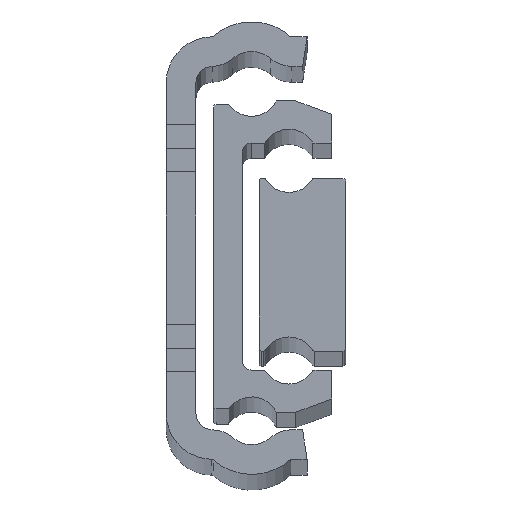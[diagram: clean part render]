
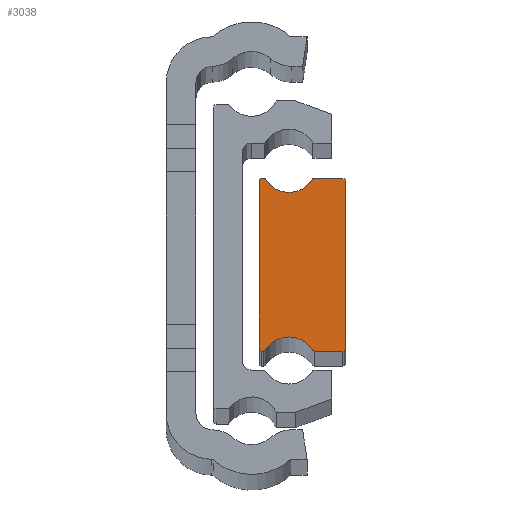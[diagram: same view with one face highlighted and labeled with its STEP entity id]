
A CAD part, top view. The second image highlights one B-rep face of the part: STEP entity #3038.
In plain terms, the highlighted face is planar.
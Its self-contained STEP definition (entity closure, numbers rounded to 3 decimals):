
#155 = AXIS2_PLACEMENT_3D ( 'NONE', #2415, #2421, #2422 ) ;
#286 = EDGE_CURVE ( 'NONE', #562, #565, #1623, .T. ) ;
#304 = EDGE_CURVE ( 'NONE', #572, #2940, #1652, .T. ) ;
#306 = EDGE_CURVE ( 'NONE', #2957, #2951, #1656, .T. ) ;
#312 = EDGE_CURVE ( 'NONE', #2951, #2950, #1665, .T. ) ;
#314 = EDGE_CURVE ( 'NONE', #556, #2957, #1663, .T. ) ;
#317 = EDGE_CURVE ( 'NONE', #2930, #562, #1672, .T. ) ;
#323 = EDGE_CURVE ( 'NONE', #534, #573, #1673, .T. ) ;
#327 = EDGE_CURVE ( 'NONE', #542, #531, #1680, .T. ) ;
#329 = EDGE_CURVE ( 'NONE', #543, #2930, #1678, .T. ) ;
#331 = EDGE_CURVE ( 'NONE', #557, #572, #1692, .T. ) ;
#332 = EDGE_CURVE ( 'NONE', #532, #534, #1695, .T. ) ;
#341 = EDGE_CURVE ( 'NONE', #573, #542, #1708, .T. ) ;
#347 = EDGE_CURVE ( 'NONE', #531, #556, #1716, .T. ) ;
#349 = EDGE_CURVE ( 'NONE', #565, #557, #1719, .T. ) ;
#350 = EDGE_CURVE ( 'NONE', #2950, #543, #1721, .T. ) ;
#358 = EDGE_CURVE ( 'NONE', #2940, #532, #1732, .T. ) ;
#453 = AXIS2_PLACEMENT_3D ( 'NONE', #3357, #3379, #3358 ) ;
#458 = AXIS2_PLACEMENT_3D ( 'NONE', #3354, #3391, #3356 ) ;
#460 = AXIS2_PLACEMENT_3D ( 'NONE', #3312, #3388, #3311 ) ;
#463 = AXIS2_PLACEMENT_3D ( 'NONE', #3335, #3307, #3342 ) ;
#469 = AXIS2_PLACEMENT_3D ( 'NONE', #2909, #2709, #2710 ) ;
#475 = AXIS2_PLACEMENT_3D ( 'NONE', #1991, #1998, #1999 ) ;
#478 = AXIS2_PLACEMENT_3D ( 'NONE', #2009, #2016, #2017 ) ;
#479 = AXIS2_PLACEMENT_3D ( 'NONE', #2015, #2024, #2025 ) ;
#480 = AXIS2_PLACEMENT_3D ( 'NONE', #2012, #2021, #2022 ) ;
#485 = AXIS2_PLACEMENT_3D ( 'NONE', #2035, #2044, #2045 ) ;
#531 = VERTEX_POINT ( 'NONE', #2079 ) ;
#532 = VERTEX_POINT ( 'NONE', #2082 ) ;
#534 = VERTEX_POINT ( 'NONE', #2084 ) ;
#542 = VERTEX_POINT ( 'NONE', #2091 ) ;
#543 = VERTEX_POINT ( 'NONE', #2092 ) ;
#556 = VERTEX_POINT ( 'NONE', #2105 ) ;
#557 = VERTEX_POINT ( 'NONE', #2106 ) ;
#562 = VERTEX_POINT ( 'NONE', #2111 ) ;
#565 = VERTEX_POINT ( 'NONE', #2114 ) ;
#572 = VERTEX_POINT ( 'NONE', #2121 ) ;
#573 = VERTEX_POINT ( 'NONE', #2122 ) ;
#626 = DIRECTION ( 'NONE',  ( 0., -1., 0. ) ) ;
#1047 = CARTESIAN_POINT ( 'NONE',  ( 10.25, 9.3, 0. ) ) ;
#1208 = EDGE_LOOP ( 'NONE', ( #3254, #3255, #3256, #3230, #3231, #3232, #3259, #3260, #3261, #3136, #3137, #3138, #3163, #3164, #3251, #3252 ) ) ;
#1621 = VECTOR ( 'NONE', #626, 1000. ) ;
#1623 = LINE ( 'NONE', #1047, #1621 ) ;
#1652 = CIRCLE ( 'NONE', #458, 0.3 ) ;
#1656 = CIRCLE ( 'NONE', #453, 0.3 ) ;
#1663 = LINE ( 'NONE', #3387, #1664 ) ;
#1664 = VECTOR ( 'NONE', #3313, 1000. ) ;
#1665 = CIRCLE ( 'NONE', #460, 3.04 ) ;
#1672 = CIRCLE ( 'NONE', #463, 0.2 ) ;
#1673 = LINE ( 'NONE', #3338, #1674 ) ;
#1674 = VECTOR ( 'NONE', #3337, 1000. ) ;
#1678 = LINE ( 'NONE', #3297, #1688 ) ;
#1680 = LINE ( 'NONE', #3299, #1682 ) ;
#1682 = VECTOR ( 'NONE', #3298, 1000. ) ;
#1688 = VECTOR ( 'NONE', #3294, 1000. ) ;
#1692 = LINE ( 'NONE', #2911, #1693 ) ;
#1693 = VECTOR ( 'NONE', #2906, 1000. ) ;
#1695 = CIRCLE ( 'NONE', #469, 0.3 ) ;
#1708 = CIRCLE ( 'NONE', #475, 0.3 ) ;
#1716 = CIRCLE ( 'NONE', #478, 0.3 ) ;
#1719 = CIRCLE ( 'NONE', #480, 0.2 ) ;
#1721 = CIRCLE ( 'NONE', #479, 0.3 ) ;
#1732 = CIRCLE ( 'NONE', #485, 3.04 ) ;
#1832 = FACE_OUTER_BOUND ( 'NONE', #1208, .T. ) ;
#1991 = CARTESIAN_POINT ( 'NONE',  ( 19.45, -9.2, 0. ) ) ;
#1998 = DIRECTION ( 'NONE',  ( 0., 0., 1. ) ) ;
#1999 = DIRECTION ( 'NONE',  ( 1., 0., 0. ) ) ;
#2009 = CARTESIAN_POINT ( 'NONE',  ( 19.45, 9.2, 0. ) ) ;
#2012 = CARTESIAN_POINT ( 'NONE',  ( 10.45, -9.3, 0. ) ) ;
#2015 = CARTESIAN_POINT ( 'NONE',  ( 10.68, 9.2, 0. ) ) ;
#2016 = DIRECTION ( 'NONE',  ( 0., 0., 1. ) ) ;
#2017 = DIRECTION ( 'NONE',  ( 1., 0., 0. ) ) ;
#2021 = DIRECTION ( 'NONE',  ( 0., 0., 1. ) ) ;
#2022 = DIRECTION ( 'NONE',  ( 1., 0., 0. ) ) ;
#2024 = DIRECTION ( 'NONE',  ( 0., 0., 1. ) ) ;
#2025 = DIRECTION ( 'NONE',  ( 1., 0., 0. ) ) ;
#2035 = CARTESIAN_POINT ( 'NONE',  ( 13.5, -10.99, 0. ) ) ;
#2044 = DIRECTION ( 'NONE',  ( 0., 0., -1. ) ) ;
#2045 = DIRECTION ( 'NONE',  ( 1., 0., 0. ) ) ;
#2079 = CARTESIAN_POINT ( 'NONE',  ( 19.75, 9.2, 0. ) ) ;
#2082 = CARTESIAN_POINT ( 'NONE',  ( 16.067, -9.361, 0. ) ) ;
#2084 = CARTESIAN_POINT ( 'NONE',  ( 16.32, -9.5, 0. ) ) ;
#2091 = CARTESIAN_POINT ( 'NONE',  ( 19.75, -9.2, 0. ) ) ;
#2092 = CARTESIAN_POINT ( 'NONE',  ( 10.68, 9.5, 0. ) ) ;
#2105 = CARTESIAN_POINT ( 'NONE',  ( 19.45, 9.5, 0. ) ) ;
#2106 = CARTESIAN_POINT ( 'NONE',  ( 10.45, -9.5, 0. ) ) ;
#2111 = CARTESIAN_POINT ( 'NONE',  ( 10.25, 9.3, 0. ) ) ;
#2114 = CARTESIAN_POINT ( 'NONE',  ( 10.25, -9.3, 0. ) ) ;
#2121 = CARTESIAN_POINT ( 'NONE',  ( 10.68, -9.5, 0. ) ) ;
#2122 = CARTESIAN_POINT ( 'NONE',  ( 19.45, -9.5, 0. ) ) ;
#2218 = CARTESIAN_POINT ( 'NONE',  ( 10.45, 9.5, 0. ) ) ;
#2225 = CARTESIAN_POINT ( 'NONE',  ( 10.933, -9.361, 0. ) ) ;
#2235 = CARTESIAN_POINT ( 'NONE',  ( 10.933, 9.361, 0. ) ) ;
#2236 = CARTESIAN_POINT ( 'NONE',  ( 16.067, 9.361, 0. ) ) ;
#2242 = CARTESIAN_POINT ( 'NONE',  ( 16.32, 9.5, 0. ) ) ;
#2412 = PLANE ( 'NONE',  #155 ) ;
#2415 = CARTESIAN_POINT ( 'NONE',  ( 19.45, 9.2, 0. ) ) ;
#2421 = DIRECTION ( 'NONE',  ( 0., 0., 1. ) ) ;
#2422 = DIRECTION ( 'NONE',  ( 1., 0., 0. ) ) ;
#2709 = DIRECTION ( 'NONE',  ( 0., 0., 1. ) ) ;
#2710 = DIRECTION ( 'NONE',  ( 1., 0., 0. ) ) ;
#2906 = DIRECTION ( 'NONE',  ( 1., 0., 0. ) ) ;
#2909 = CARTESIAN_POINT ( 'NONE',  ( 16.32, -9.2, 0. ) ) ;
#2911 = CARTESIAN_POINT ( 'NONE',  ( 10.45, -9.5, 0. ) ) ;
#2930 = VERTEX_POINT ( 'NONE', #2218 ) ;
#2940 = VERTEX_POINT ( 'NONE', #2225 ) ;
#2950 = VERTEX_POINT ( 'NONE', #2235 ) ;
#2951 = VERTEX_POINT ( 'NONE', #2236 ) ;
#2957 = VERTEX_POINT ( 'NONE', #2242 ) ;
#3038 = ADVANCED_FACE ( 'NONE', ( #1832 ), #2412, .F. ) ;
#3136 = ORIENTED_EDGE ( 'NONE', *, *, #286, .F. ) ;
#3137 = ORIENTED_EDGE ( 'NONE', *, *, #317, .F. ) ;
#3138 = ORIENTED_EDGE ( 'NONE', *, *, #329, .F. ) ;
#3163 = ORIENTED_EDGE ( 'NONE', *, *, #350, .F. ) ;
#3164 = ORIENTED_EDGE ( 'NONE', *, *, #312, .F. ) ;
#3230 = ORIENTED_EDGE ( 'NONE', *, *, #323, .F. ) ;
#3231 = ORIENTED_EDGE ( 'NONE', *, *, #332, .F. ) ;
#3232 = ORIENTED_EDGE ( 'NONE', *, *, #358, .F. ) ;
#3251 = ORIENTED_EDGE ( 'NONE', *, *, #306, .F. ) ;
#3252 = ORIENTED_EDGE ( 'NONE', *, *, #314, .F. ) ;
#3254 = ORIENTED_EDGE ( 'NONE', *, *, #347, .F. ) ;
#3255 = ORIENTED_EDGE ( 'NONE', *, *, #327, .F. ) ;
#3256 = ORIENTED_EDGE ( 'NONE', *, *, #341, .F. ) ;
#3259 = ORIENTED_EDGE ( 'NONE', *, *, #304, .F. ) ;
#3260 = ORIENTED_EDGE ( 'NONE', *, *, #331, .F. ) ;
#3261 = ORIENTED_EDGE ( 'NONE', *, *, #349, .F. ) ;
#3294 = DIRECTION ( 'NONE',  ( -1., 0., 0. ) ) ;
#3297 = CARTESIAN_POINT ( 'NONE',  ( 10.68, 9.5, 0. ) ) ;
#3298 = DIRECTION ( 'NONE',  ( 0., 1., 0. ) ) ;
#3299 = CARTESIAN_POINT ( 'NONE',  ( 19.75, -9.2, 0. ) ) ;
#3307 = DIRECTION ( 'NONE',  ( 0., 0., 1. ) ) ;
#3311 = DIRECTION ( 'NONE',  ( 1., 0., 0. ) ) ;
#3312 = CARTESIAN_POINT ( 'NONE',  ( 13.5, 10.99, 0. ) ) ;
#3313 = DIRECTION ( 'NONE',  ( -1., 0., 0. ) ) ;
#3335 = CARTESIAN_POINT ( 'NONE',  ( 10.45, 9.3, 0. ) ) ;
#3337 = DIRECTION ( 'NONE',  ( 1., 0., 0. ) ) ;
#3338 = CARTESIAN_POINT ( 'NONE',  ( 16.32, -9.5, 0. ) ) ;
#3342 = DIRECTION ( 'NONE',  ( 1., 0., 0. ) ) ;
#3354 = CARTESIAN_POINT ( 'NONE',  ( 10.68, -9.2, 0. ) ) ;
#3356 = DIRECTION ( 'NONE',  ( 1., 0., 0. ) ) ;
#3357 = CARTESIAN_POINT ( 'NONE',  ( 16.32, 9.2, 0. ) ) ;
#3358 = DIRECTION ( 'NONE',  ( 1., 0., 0. ) ) ;
#3379 = DIRECTION ( 'NONE',  ( 0., 0., 1. ) ) ;
#3387 = CARTESIAN_POINT ( 'NONE',  ( 19.45, 9.5, 0. ) ) ;
#3388 = DIRECTION ( 'NONE',  ( 0., 0., -1. ) ) ;
#3391 = DIRECTION ( 'NONE',  ( 0., 0., 1. ) ) ;
